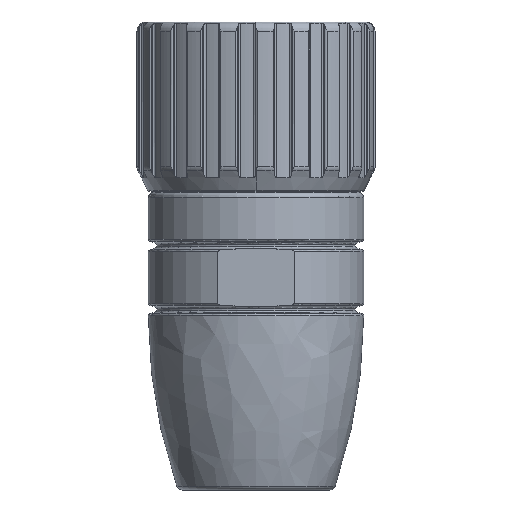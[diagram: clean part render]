
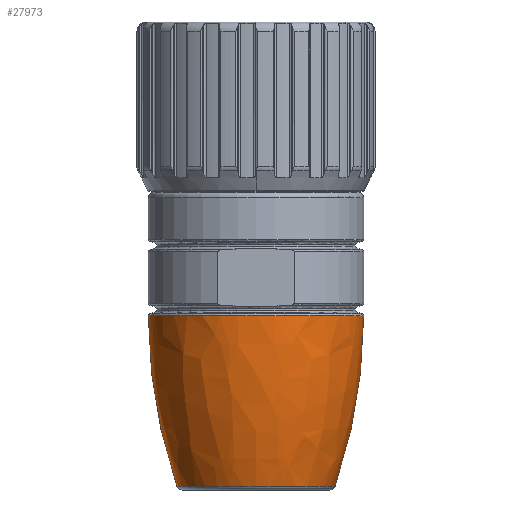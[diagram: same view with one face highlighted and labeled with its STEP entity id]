
A CAD part, left-side view. The second image highlights one B-rep face of the part: STEP entity #27973.
In plain terms, the highlighted free-form (B-spline) face has degree [3, 3] with [7, 4] control points.
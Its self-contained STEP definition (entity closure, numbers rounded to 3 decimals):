
#7336=CARTESIAN_POINT('',(0.,0.,-14.354));
#7337=DIRECTION('',(0.,0.,1.));
#7338=DIRECTION('',(0.,1.,0.));
#7339=AXIS2_PLACEMENT_3D('',#7336,#7337,#7338);
#7344=CARTESIAN_POINT('',(0.,0.,-14.354));
#7345=DIRECTION('',(0.,0.,1.));
#7346=DIRECTION('',(-0.006,1.,0.));
#7347=AXIS2_PLACEMENT_3D('',#7344,#7345,#7346);
#7352=CARTESIAN_POINT('',(0.,0.,-32.994));
#7353=DIRECTION('',(0.,0.,-1.));
#7354=DIRECTION('',(0.,-1.,0.));
#7355=AXIS2_PLACEMENT_3D('',#7352,#7353,#7354);
#7360=CARTESIAN_POINT('',(0.,0.,-32.994));
#7361=DIRECTION('',(0.,0.,-1.));
#7362=DIRECTION('',(-0.009,1.,0.));
#7363=AXIS2_PLACEMENT_3D('',#7360,#7361,#7362);
#7368=CARTESIAN_POINT('',(0.,-46.41,
-14.2));
#7369=DIRECTION('',(1.,0.,0.));
#7370=DIRECTION('',(0.,0.946,-0.323));
#7371=AXIS2_PLACEMENT_3D('',#7368,#7369,#7370);
#7408=CARTESIAN_POINT('',(0.,46.41,
-14.2));
#7409=DIRECTION('',(-1.,0.,0.));
#7410=DIRECTION('',(0.,-0.946,-0.323));
#7411=AXIS2_PLACEMENT_3D('',#7408,#7409,#7410);
#21078=CARTESIAN_POINT('',(0.,11.76,
-14.354));
#21079=VERTEX_POINT('',#21078);
#21082=CARTESIAN_POINT('',(0.,-11.76,
-14.354));
#21083=VERTEX_POINT('',#21082);
#21087=CARTESIAN_POINT('',(-0.074,11.76,
-14.354));
#21088=VERTEX_POINT('',#21087);
#21089=CARTESIAN_POINT('',(0.,-8.64,
-32.994));
#21090=VERTEX_POINT('',#21089);
#21091=CARTESIAN_POINT('',(-0.08,8.64,
-32.994));
#21092=VERTEX_POINT('',#21091);
#21093=CARTESIAN_POINT('',(0.,8.64,
-32.994));
#21094=VERTEX_POINT('',#21093);
#27932=CARTESIAN_POINT('',(0.535,8.5,
-33.353));
#27933=CARTESIAN_POINT('',(0.671,10.673,
-27.109));
#27934=CARTESIAN_POINT('',(0.74,11.762,
-20.587));
#27935=CARTESIAN_POINT('',(0.738,11.736,
-13.974));
#27936=CARTESIAN_POINT('',(-4.696,8.829,
-33.353));
#27937=CARTESIAN_POINT('',(-5.896,11.086,
-27.109));
#27938=CARTESIAN_POINT('',(-6.498,12.217,
-20.587));
#27939=CARTESIAN_POINT('',(-6.484,12.191,
-13.974));
#27940=CARTESIAN_POINT('',(-8.516,5.241,
-33.353));
#27941=CARTESIAN_POINT('',(-10.694,6.581,
-27.109));
#27942=CARTESIAN_POINT('',(-11.785,7.253,
-20.587));
#27943=CARTESIAN_POINT('',(-11.76,7.237,
-13.974));
#27944=CARTESIAN_POINT('',(-8.516,0.,
-33.353));
#27945=CARTESIAN_POINT('',(-10.694,0.,
-27.109));
#27946=CARTESIAN_POINT('',(-11.785,0.,
-20.587));
#27947=CARTESIAN_POINT('',(-11.76,0.,
-13.974));
#27948=CARTESIAN_POINT('',(-8.516,-5.241,
-33.353));
#27949=CARTESIAN_POINT('',(-10.694,-6.581,
-27.109));
#27950=CARTESIAN_POINT('',(-11.785,-7.253,
-20.587));
#27951=CARTESIAN_POINT('',(-11.76,-7.237,
-13.974));
#27952=CARTESIAN_POINT('',(-4.696,-8.829,
-33.353));
#27953=CARTESIAN_POINT('',(-5.896,-11.086,
-27.109));
#27954=CARTESIAN_POINT('',(-6.498,-12.217,
-20.587));
#27955=CARTESIAN_POINT('',(-6.484,-12.191,
-13.974));
#27956=CARTESIAN_POINT('',(0.535,-8.5,
-33.353));
#27957=CARTESIAN_POINT('',(0.671,-10.673,
-27.109));
#27958=CARTESIAN_POINT('',(0.74,-11.762,
-20.587));
#27959=CARTESIAN_POINT('',(0.738,-11.736,
-13.974));
#27960=(BOUNDED_SURFACE()B_SPLINE_SURFACE(3,3,((#27932,#27933,#27934,#27935),(
#27936,#27937,#27938,#27939),(#27940,#27941,#27942,#27943),(#27944,#27945,
#27946,#27947),(#27948,#27949,#27950,#27951),(#27952,#27953,#27954,#27955),(
#27956,#27957,#27958,#27959)),.UNSPECIFIED.,.F.,.F.,.F.)B_SPLINE_SURFACE_WITH_KNOTS((4,3,4),(4,4),(0.,1.,2.),(0.,1.),.UNSPECIFIED.)GEOMETRIC_REPRESENTATION_ITEM()RATIONAL_B_SPLINE_SURFACE(((1.196,1.184,
1.184,1.196),(0.944,0.935,
0.935,0.944),(0.944,0.935,
0.935,0.944),(1.196,1.184,
1.184,1.196),(0.944,0.935,
0.935,0.944),(0.944,0.935,
0.935,0.944),(1.196,1.184,
1.184,1.196)))REPRESENTATION_ITEM('')SURFACE());
#27961=ORIENTED_EDGE('',*,*,#27925,.T.);
#27962=ORIENTED_EDGE('',*,*,#27923,.T.);
#27964=ORIENTED_EDGE('',*,*,#27963,.F.);
#27966=ORIENTED_EDGE('',*,*,#27965,.T.);
#27968=ORIENTED_EDGE('',*,*,#27967,.T.);
#27970=ORIENTED_EDGE('',*,*,#27969,.T.);
#27971=EDGE_LOOP('',(#27961,#27962,#27964,#27966,#27968,#27970));
#27972=FACE_OUTER_BOUND('',#27971,.F.);
#27973=ADVANCED_FACE('',(#27972),#27960,.T.);
#7340=CIRCLE('',#7339,11.76);
#7348=CIRCLE('',#7347,11.76);
#7356=CIRCLE('',#7355,8.64);
#7364=CIRCLE('',#7363,8.64);
#7372=CIRCLE('',#7371,58.17);
#7412=CIRCLE('',#7411,58.17);
#27923=EDGE_CURVE('',#21088,#21083,#7348,.T.);
#27925=EDGE_CURVE('',#21079,#21088,#7340,.T.);
#27963=EDGE_CURVE('',#21090,#21083,#7412,.T.);
#27965=EDGE_CURVE('',#21090,#21092,#7356,.T.);
#27967=EDGE_CURVE('',#21092,#21094,#7364,.T.);
#27969=EDGE_CURVE('',#21094,#21079,#7372,.T.);
